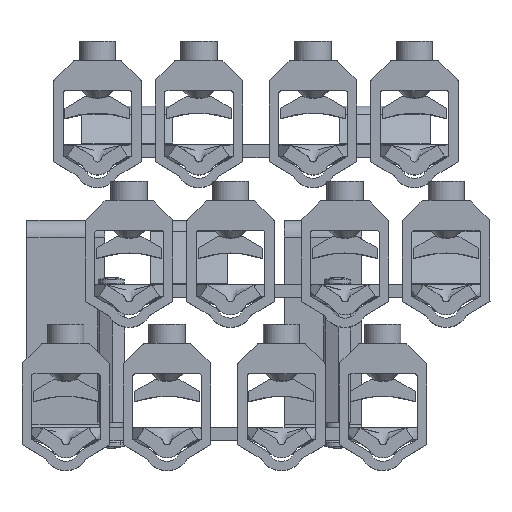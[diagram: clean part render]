
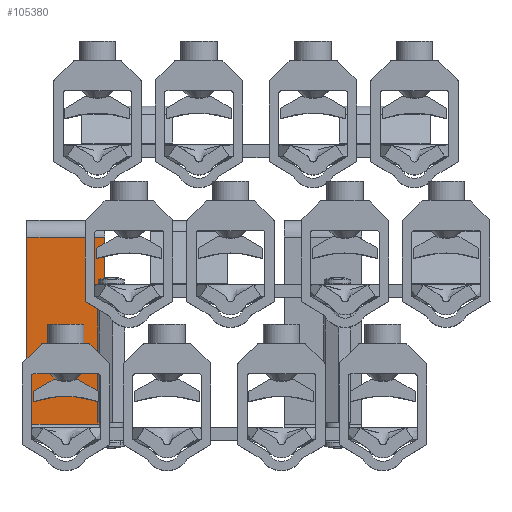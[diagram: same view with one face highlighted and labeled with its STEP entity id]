
A CAD part, top view. The second image highlights one B-rep face of the part: STEP entity #105380.
In plain terms, the highlighted planar face has unit normal (0, 0, 1).
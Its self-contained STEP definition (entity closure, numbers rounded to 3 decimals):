
#66303=DIRECTION('',(0.,-1.,0.));
#66304=VECTOR('',#66303,72.);
#66305=CARTESIAN_POINT('',(-58.897,542.613,
187.095));
#66306=LINE('',#66305,#66304);
#74275=CARTESIAN_POINT('',(-88.897,542.613,
187.106));
#74292=DIRECTION('',(0.,1.,0.));
#74293=VECTOR('',#74292,72.);
#74294=CARTESIAN_POINT('',(-88.897,470.613,
187.106));
#74295=LINE('',#74294,#74293);
#74422=DIRECTION('',(1.,0.,0.));
#74423=VECTOR('',#74422,30.);
#74424=CARTESIAN_POINT('',(-88.897,542.613,
187.106));
#74425=LINE('',#74424,#74423);
#74429=DIRECTION('',(-1.,0.,0.));
#74430=VECTOR('',#74429,30.);
#74431=CARTESIAN_POINT('',(-58.897,470.613,
187.095));
#74432=LINE('',#74431,#74430);
#94197=CARTESIAN_POINT('',(-58.897,470.613,
187.095));
#94198=CARTESIAN_POINT('',(-88.897,470.613,
187.106));
#94199=VERTEX_POINT('',#94197);
#94200=VERTEX_POINT('',#94198);
#94211=VERTEX_POINT('',#74275);
#94214=CARTESIAN_POINT('',(-58.897,542.613,
187.095));
#94215=VERTEX_POINT('',#94214);
#105368=CARTESIAN_POINT('',(-88.895,534.113,
187.106));
#105369=DIRECTION('',(0.,0.,-1.));
#105370=DIRECTION('',(-1.,0.,0.));
#105371=AXIS2_PLACEMENT_3D('',#105368,#105369,#105370);
#105372=PLANE('',#105371);
#105373=ORIENTED_EDGE('',*,*,#96619,.T.);
#105375=ORIENTED_EDGE('',*,*,#105374,.T.);
#105376=ORIENTED_EDGE('',*,*,#105216,.T.);
#105377=ORIENTED_EDGE('',*,*,#105363,.T.);
#105378=EDGE_LOOP('',(#105373,#105375,#105376,#105377));
#105379=FACE_OUTER_BOUND('',#105378,.F.);
#96619=EDGE_CURVE('',#94215,#94199,#66306,.T.);
#105216=EDGE_CURVE('',#94200,#94211,#74295,.T.);
#105363=EDGE_CURVE('',#94211,#94215,#74425,.T.);
#105374=EDGE_CURVE('',#94199,#94200,#74432,.T.);
#105380=ADVANCED_FACE('',(#105379),#105372,.F.);
